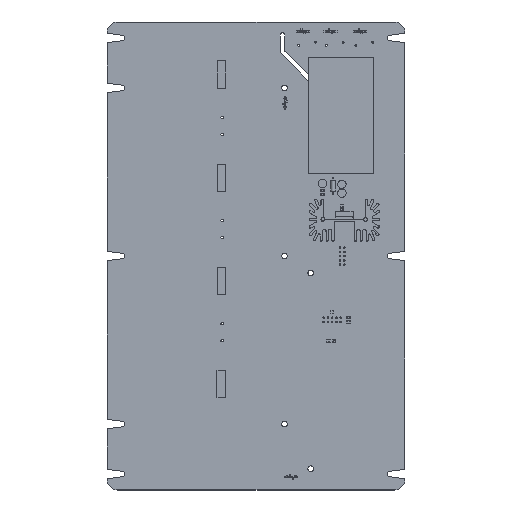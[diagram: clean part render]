
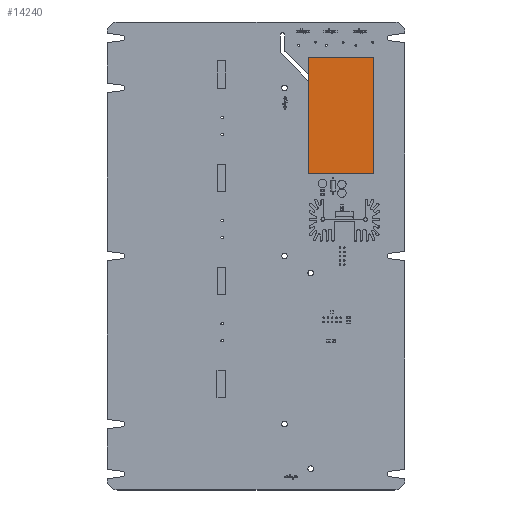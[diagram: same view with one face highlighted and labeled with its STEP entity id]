
A CAD part, top view. The second image highlights one B-rep face of the part: STEP entity #14240.
In plain terms, the highlighted planar face has unit normal (0, 0, 1).
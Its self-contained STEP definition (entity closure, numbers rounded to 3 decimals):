
#14111 = VERTEX_POINT('',#14112);
#14112 = CARTESIAN_POINT('',(-19.5,34.75,24.));
#14118 = EDGE_CURVE('',#14111,#14119,#14121,.T.);
#14119 = VERTEX_POINT('',#14120);
#14120 = CARTESIAN_POINT('',(-19.5,-34.75,24.));
#14121 = LINE('',#14122,#14123);
#14122 = CARTESIAN_POINT('',(-19.5,34.75,24.));
#14123 = VECTOR('',#14124,1.);
#14124 = DIRECTION('',(0.,-1.,0.));
#14149 = EDGE_CURVE('',#14119,#14150,#14152,.T.);
#14150 = VERTEX_POINT('',#14151);
#14151 = CARTESIAN_POINT('',(19.5,-34.75,24.));
#14152 = LINE('',#14153,#14154);
#14153 = CARTESIAN_POINT('',(-19.5,-34.75,24.));
#14154 = VECTOR('',#14155,1.);
#14155 = DIRECTION('',(1.,0.,0.));
#14180 = EDGE_CURVE('',#14150,#14181,#14183,.T.);
#14181 = VERTEX_POINT('',#14182);
#14182 = CARTESIAN_POINT('',(19.5,34.75,24.));
#14183 = LINE('',#14184,#14185);
#14184 = CARTESIAN_POINT('',(19.5,-34.75,24.));
#14185 = VECTOR('',#14186,1.);
#14186 = DIRECTION('',(0.,1.,0.));
#14211 = EDGE_CURVE('',#14181,#14111,#14212,.T.);
#14212 = LINE('',#14213,#14214);
#14213 = CARTESIAN_POINT('',(19.5,34.75,24.));
#14214 = VECTOR('',#14215,1.);
#14215 = DIRECTION('',(-1.,0.,0.));
#14240 = ADVANCED_FACE('',(#14241),#14247,.F.);
#14241 = FACE_BOUND('',#14242,.T.);
#14242 = EDGE_LOOP('',(#14243,#14244,#14245,#14246));
#14243 = ORIENTED_EDGE('',*,*,#14118,.T.);
#14244 = ORIENTED_EDGE('',*,*,#14149,.T.);
#14245 = ORIENTED_EDGE('',*,*,#14180,.T.);
#14246 = ORIENTED_EDGE('',*,*,#14211,.T.);
#14247 = PLANE('',#14248);
#14248 = AXIS2_PLACEMENT_3D('',#14249,#14250,#14251);
#14249 = CARTESIAN_POINT('',(-19.5,34.75,24.));
#14250 = DIRECTION('',(0.,0.,-1.));
#14251 = DIRECTION('',(-1.,0.,0.));
